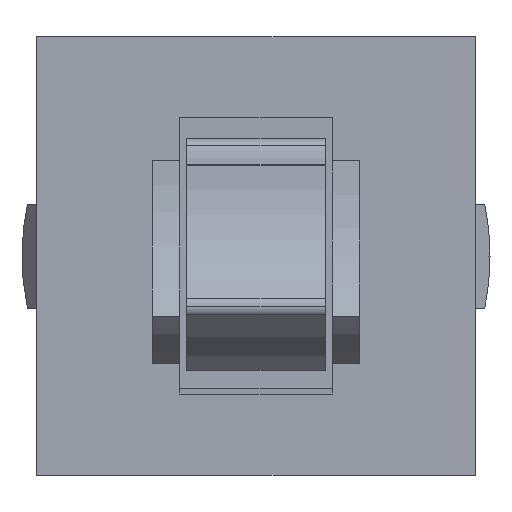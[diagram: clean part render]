
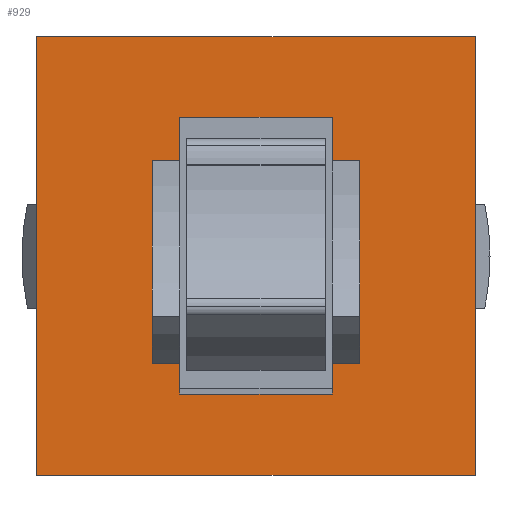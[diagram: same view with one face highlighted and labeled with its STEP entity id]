
A CAD part, top view. The second image highlights one B-rep face of the part: STEP entity #929.
In plain terms, the highlighted planar face has unit normal (0, 0, 1).
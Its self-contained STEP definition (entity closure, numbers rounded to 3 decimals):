
#823=AXIS2_PLACEMENT_3D('Plane Axis2P3D',#820,#821,#822) ;
#178=CARTESIAN_POINT('Vertex',(0.65,19.3,49.869)) ;
#181=CARTESIAN_POINT('Line Origine',(10.3,19.3,49.869)) ;
#185=CARTESIAN_POINT('Vertex',(19.95,19.3,49.869)) ;
#205=CARTESIAN_POINT('Line Origine',(19.95,9.65,49.869)) ;
#209=CARTESIAN_POINT('Vertex',(19.95,0.,49.869)) ;
#229=CARTESIAN_POINT('Line Origine',(10.3,0.,49.869)) ;
#233=CARTESIAN_POINT('Vertex',(0.65,0.,49.869)) ;
#253=CARTESIAN_POINT('Line Origine',(0.65,9.65,49.869)) ;
#820=CARTESIAN_POINT('Axis2P3D Location',(10.3,9.65,49.869)) ;
#831=CARTESIAN_POINT('Line Origine',(14.265,13.841,49.869)) ;
#835=CARTESIAN_POINT('Vertex',(13.665,13.841,49.869)) ;
#837=CARTESIAN_POINT('Vertex',(14.865,13.841,49.869)) ;
#840=CARTESIAN_POINT('Line Origine',(14.865,9.386,49.869)) ;
#844=CARTESIAN_POINT('Vertex',(14.865,4.93,49.869)) ;
#847=CARTESIAN_POINT('Line Origine',(14.265,4.93,49.869)) ;
#851=CARTESIAN_POINT('Vertex',(13.665,4.93,49.869)) ;
#854=CARTESIAN_POINT('Line Origine',(13.665,4.252,49.869)) ;
#858=CARTESIAN_POINT('Vertex',(13.665,3.573,49.869)) ;
#861=CARTESIAN_POINT('Line Origine',(10.3,3.573,49.869)) ;
#865=CARTESIAN_POINT('Vertex',(6.935,3.573,49.869)) ;
#868=CARTESIAN_POINT('Line Origine',(6.935,4.252,49.869)) ;
#872=CARTESIAN_POINT('Vertex',(6.935,4.93,49.869)) ;
#875=CARTESIAN_POINT('Line Origine',(6.335,4.93,49.869)) ;
#879=CARTESIAN_POINT('Vertex',(5.735,4.93,49.869)) ;
#882=CARTESIAN_POINT('Line Origine',(5.735,9.386,49.869)) ;
#886=CARTESIAN_POINT('Vertex',(5.735,13.841,49.869)) ;
#889=CARTESIAN_POINT('Line Origine',(6.335,13.841,49.869)) ;
#893=CARTESIAN_POINT('Vertex',(6.935,13.841,49.869)) ;
#896=CARTESIAN_POINT('Line Origine',(6.935,14.794,49.869)) ;
#900=CARTESIAN_POINT('Vertex',(6.935,15.746,49.869)) ;
#903=CARTESIAN_POINT('Line Origine',(10.3,15.746,49.869)) ;
#907=CARTESIAN_POINT('Vertex',(13.665,15.746,49.869)) ;
#910=CARTESIAN_POINT('Line Origine',(13.665,14.794,49.869)) ;
#182=DIRECTION('Vector Direction',(-1.,0.,0.)) ;
#206=DIRECTION('Vector Direction',(0.,1.,0.)) ;
#230=DIRECTION('Vector Direction',(1.,0.,0.)) ;
#254=DIRECTION('Vector Direction',(0.,-1.,0.)) ;
#821=DIRECTION('Axis2P3D Direction',(0.,0.,1.)) ;
#822=DIRECTION('Axis2P3D XDirection',(1.,0.,0.)) ;
#832=DIRECTION('Vector Direction',(1.,0.,0.)) ;
#841=DIRECTION('Vector Direction',(0.,1.,0.)) ;
#848=DIRECTION('Vector Direction',(1.,0.,0.)) ;
#855=DIRECTION('Vector Direction',(0.,-1.,0.)) ;
#862=DIRECTION('Vector Direction',(-1.,0.,0.)) ;
#869=DIRECTION('Vector Direction',(0.,1.,0.)) ;
#876=DIRECTION('Vector Direction',(-1.,0.,0.)) ;
#883=DIRECTION('Vector Direction',(0.,1.,0.)) ;
#890=DIRECTION('Vector Direction',(-1.,0.,0.)) ;
#897=DIRECTION('Vector Direction',(0.,1.,0.)) ;
#904=DIRECTION('Vector Direction',(-1.,0.,0.)) ;
#911=DIRECTION('Vector Direction',(0.,-1.,0.)) ;
#183=VECTOR('Line Direction',#182,1.) ;
#207=VECTOR('Line Direction',#206,1.) ;
#231=VECTOR('Line Direction',#230,1.) ;
#255=VECTOR('Line Direction',#254,1.) ;
#833=VECTOR('Line Direction',#832,1.) ;
#842=VECTOR('Line Direction',#841,1.) ;
#849=VECTOR('Line Direction',#848,1.) ;
#856=VECTOR('Line Direction',#855,1.) ;
#863=VECTOR('Line Direction',#862,1.) ;
#870=VECTOR('Line Direction',#869,1.) ;
#877=VECTOR('Line Direction',#876,1.) ;
#884=VECTOR('Line Direction',#883,1.) ;
#891=VECTOR('Line Direction',#890,1.) ;
#898=VECTOR('Line Direction',#897,1.) ;
#905=VECTOR('Line Direction',#904,1.) ;
#912=VECTOR('Line Direction',#911,1.) ;
#826=ORIENTED_EDGE('',*,*,#235,.T.) ;
#827=ORIENTED_EDGE('',*,*,#211,.T.) ;
#828=ORIENTED_EDGE('',*,*,#187,.T.) ;
#829=ORIENTED_EDGE('',*,*,#257,.T.) ;
#916=ORIENTED_EDGE('',*,*,#839,.T.) ;
#917=ORIENTED_EDGE('',*,*,#846,.F.) ;
#918=ORIENTED_EDGE('',*,*,#853,.F.) ;
#919=ORIENTED_EDGE('',*,*,#860,.T.) ;
#920=ORIENTED_EDGE('',*,*,#867,.T.) ;
#921=ORIENTED_EDGE('',*,*,#874,.T.) ;
#922=ORIENTED_EDGE('',*,*,#881,.T.) ;
#923=ORIENTED_EDGE('',*,*,#888,.T.) ;
#924=ORIENTED_EDGE('',*,*,#895,.F.) ;
#925=ORIENTED_EDGE('',*,*,#902,.T.) ;
#926=ORIENTED_EDGE('',*,*,#909,.F.) ;
#927=ORIENTED_EDGE('',*,*,#914,.T.) ;
#928=FACE_BOUND('',#915,.T.) ;
#929=ADVANCED_FACE('Hauptk\X2\00F6\X0\rper',(#830,#928),#824,.T.) ;
#187=EDGE_CURVE('',#186,#179,#184,.T.) ;
#211=EDGE_CURVE('',#210,#186,#208,.T.) ;
#235=EDGE_CURVE('',#234,#210,#232,.T.) ;
#257=EDGE_CURVE('',#179,#234,#256,.T.) ;
#839=EDGE_CURVE('',#836,#838,#834,.T.) ;
#846=EDGE_CURVE('',#845,#838,#843,.T.) ;
#853=EDGE_CURVE('',#852,#845,#850,.T.) ;
#860=EDGE_CURVE('',#852,#859,#857,.T.) ;
#867=EDGE_CURVE('',#859,#866,#864,.T.) ;
#874=EDGE_CURVE('',#866,#873,#871,.T.) ;
#881=EDGE_CURVE('',#873,#880,#878,.T.) ;
#888=EDGE_CURVE('',#880,#887,#885,.T.) ;
#895=EDGE_CURVE('',#894,#887,#892,.T.) ;
#902=EDGE_CURVE('',#894,#901,#899,.T.) ;
#909=EDGE_CURVE('',#908,#901,#906,.T.) ;
#914=EDGE_CURVE('',#908,#836,#913,.T.) ;
#825=EDGE_LOOP('',(#826,#827,#828,#829)) ;
#915=EDGE_LOOP('',(#916,#917,#918,#919,#920,#921,#922,#923,#924,#925,#926,#927)) ;
#830=FACE_OUTER_BOUND('',#825,.T.) ;
#184=LINE('Line',#181,#183) ;
#208=LINE('Line',#205,#207) ;
#232=LINE('Line',#229,#231) ;
#256=LINE('Line',#253,#255) ;
#834=LINE('Line',#831,#833) ;
#843=LINE('Line',#840,#842) ;
#850=LINE('Line',#847,#849) ;
#857=LINE('Line',#854,#856) ;
#864=LINE('Line',#861,#863) ;
#871=LINE('Line',#868,#870) ;
#878=LINE('Line',#875,#877) ;
#885=LINE('Line',#882,#884) ;
#892=LINE('Line',#889,#891) ;
#899=LINE('Line',#896,#898) ;
#906=LINE('Line',#903,#905) ;
#913=LINE('Line',#910,#912) ;
#824=PLANE('',#823) ;
#179=VERTEX_POINT('',#178) ;
#186=VERTEX_POINT('',#185) ;
#210=VERTEX_POINT('',#209) ;
#234=VERTEX_POINT('',#233) ;
#836=VERTEX_POINT('',#835) ;
#838=VERTEX_POINT('',#837) ;
#845=VERTEX_POINT('',#844) ;
#852=VERTEX_POINT('',#851) ;
#859=VERTEX_POINT('',#858) ;
#866=VERTEX_POINT('',#865) ;
#873=VERTEX_POINT('',#872) ;
#880=VERTEX_POINT('',#879) ;
#887=VERTEX_POINT('',#886) ;
#894=VERTEX_POINT('',#893) ;
#901=VERTEX_POINT('',#900) ;
#908=VERTEX_POINT('',#907) ;
